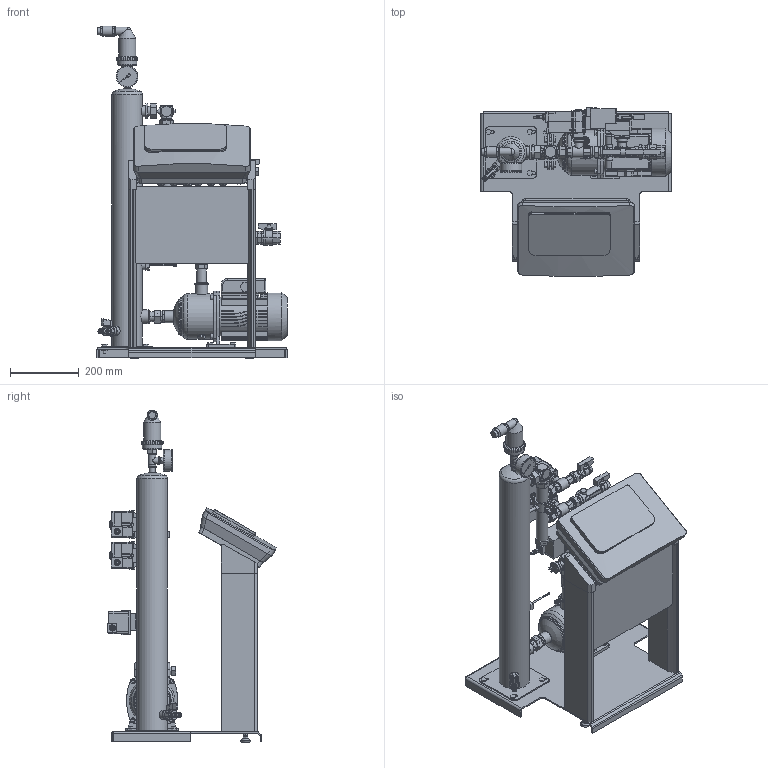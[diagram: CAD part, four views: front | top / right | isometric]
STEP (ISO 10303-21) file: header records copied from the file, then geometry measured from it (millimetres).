
FILE_DESCRIPTION(/* description */ (''),/* implementation_level */ '2;1');
FILE_NAME(/* name */ '3d_Reflex''Servitec35Basic''90°C-8831100.stp',/* time_stamp */ '2020-06-29T08:08:26+02:00',/* author */ ('Andrzej'),/* organization */ (''),/* preprocessor_version */ 'ST-DEVELOPER v16.13',/* originating_system */ 'AutoCAD Mechanical',/* authorisation */ '');
FILE_SCHEMA (('AUTOMOTIVE_DESIGN { 1 0 10303 214 3 1 1 }'));
Products named in the file (1): Product
Bounding box: 553 x 490.53 x 965 mm (x, y, z)
Volume: 21972237 mm3; surface area: 2374576.1 mm2
Topology: 112 solids, 114 shells, 3699 faces, 9302 edges, 6101 vertices
Faces by surface type: plane 2967, cylinder 604, torus 56, cone 55, bspline 9, sphere 8
Full cylindrical faces by diameter (mm): 1 x1, 1.5 x2, 2 x1, 3.5 x1, 4 x1, 5 x6, 6 x12, 6.2 x2, 8 x12, 8.4 x2, 8.5 x2, 8.612 x1, 9 x1, 10 x13, 10.065 x1, 10.5 x8, 11 x8, 11.5 x4, 13 x5, 14 x1, 14.63 x2, 15 x2, 16 x16, 16.662 x1, 16.75 x1, 17 x8, 17.2 x1, 17.5 x8, 17.869 x2, 18 x5
Entity records: 110977 total; most frequent: CARTESIAN_POINT 22856, ORIENTED_EDGE 17884, DIRECTION 17469, EDGE_CURVE 8942, LINE 7327, VECTOR 7327, VERTEX_POINT 6037, AXIS2_PLACEMENT_3D 5071
